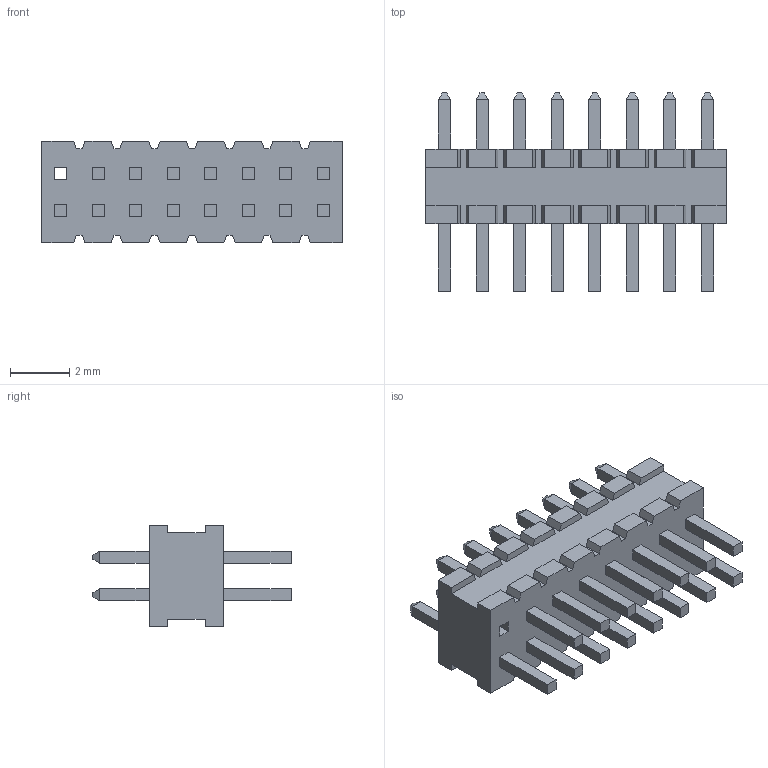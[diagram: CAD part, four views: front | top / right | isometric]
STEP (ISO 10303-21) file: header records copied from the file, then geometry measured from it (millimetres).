
FILE_DESCRIPTION(('STEP AP214'),'1');
FILE_NAME('ftsh-108-02-f-d-001.stp','2020-02-21T06:29:59',('TraceParts'),('TraceParts S.A.'),'Spatial InterOp 3D',' ',' ');
FILE_SCHEMA(('AUTOMOTIVE_DESIGN { 1 0 10303 214 1 1 1 1 }'));
Length unit declared in the file: millimetre
Products named in the file (1): ftsh-108-02-f-d-001
Bounding box: 10.16 x 6.71 x 3.43 mm (x, y, z)
Volume: 89.4 mm3; surface area: 251.7 mm2
Topology: 1 solids, 1 shells, 340 faces, 864 edges, 556 vertices
Faces by surface type: plane 340
Entity records: 12688 total; most frequent: CARTESIAN_POINT 1761, ORIENTED_EDGE 1728, DIRECTION 1546, EDGE_CURVE 864, LINE 864, VECTOR 864, VERTEX_POINT 556, EDGE_LOOP 372
